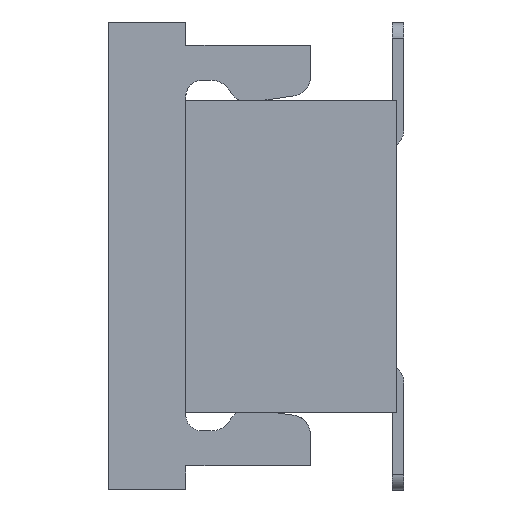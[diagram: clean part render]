
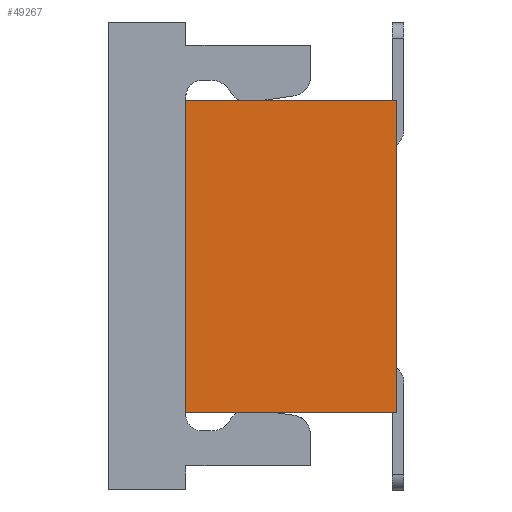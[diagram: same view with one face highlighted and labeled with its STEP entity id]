
A CAD part, left-side view. The second image highlights one B-rep face of the part: STEP entity #49267.
In plain terms, the highlighted planar face has unit normal (-1, 0, 0).
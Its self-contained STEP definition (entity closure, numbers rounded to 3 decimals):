
#2430=CARTESIAN_POINT('',(3.,2.35,-4.));
#2431=VERTEX_POINT('',#2430);
#2432=CARTESIAN_POINT('',(3.,2.35,0.));
#2433=VERTEX_POINT('',#2432);
#2434=CARTESIAN_POINT('',(3.,2.35,-4.));
#2435=DIRECTION('',(0.,0.,1.));
#2436=VECTOR('',#2435,4.);
#2437=LINE('',#2434,#2436);
#2438=EDGE_CURVE('',#2431,#2433,#2437,.T.);
#47585=CARTESIAN_POINT('',(3.,-0.35,-4.));
#47586=VERTEX_POINT('',#47585);
#47593=CARTESIAN_POINT('',(3.,2.35,-4.));
#47594=DIRECTION('',(0.,-1.,0.));
#47595=VECTOR('',#47594,2.7);
#47596=LINE('',#47593,#47595);
#47597=EDGE_CURVE('',#2431,#47586,#47596,.T.);
#47622=CARTESIAN_POINT('',(3.,-0.35,0.));
#47623=VERTEX_POINT('',#47622);
#48089=CARTESIAN_POINT('',(3.,-0.35,0.));
#48090=DIRECTION('',(0.,1.,0.));
#48091=VECTOR('',#48090,2.7);
#48092=LINE('',#48089,#48091);
#48093=EDGE_CURVE('',#47623,#2433,#48092,.T.);
#49251=CARTESIAN_POINT('',(3.,1.,-2.));
#49252=DIRECTION('',(0.,0.,1.));
#49253=DIRECTION('',(-1.,0.,0.));
#49254=AXIS2_PLACEMENT_3D('',#49251,#49253,#49252);
#49255=PLANE('',#49254);
#49256=CARTESIAN_POINT('',(3.,-0.35,-4.));
#49257=DIRECTION('',(0.,0.,1.));
#49258=VECTOR('',#49257,4.);
#49259=LINE('',#49256,#49258);
#49260=EDGE_CURVE('',#47586,#47623,#49259,.T.);
#49261=ORIENTED_EDGE('',*,*,#49260,.T.);
#49262=ORIENTED_EDGE('',*,*,#48093,.T.);
#49263=ORIENTED_EDGE('',*,*,#2438,.F.);
#49264=ORIENTED_EDGE('',*,*,#47597,.T.);
#49265=EDGE_LOOP('',(#49261,#49262,#49263,#49264));
#49266=FACE_OUTER_BOUND('',#49265,.T.);
#49267=ADVANCED_FACE('',(#49266),#49255,.T.);
